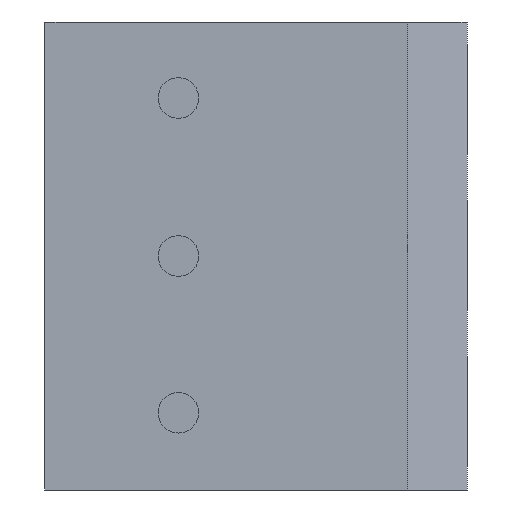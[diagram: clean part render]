
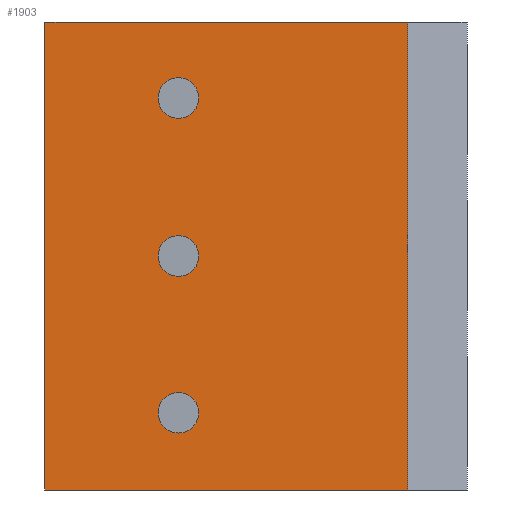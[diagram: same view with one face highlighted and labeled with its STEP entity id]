
A CAD part, front view. The second image highlights one B-rep face of the part: STEP entity #1903.
In plain terms, the highlighted planar face has unit normal (0, -1, 0).
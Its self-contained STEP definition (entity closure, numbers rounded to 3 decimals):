
#68 = DIRECTION ( 'NONE',  ( 0., 0., -1. ) ) ;
#83 = CARTESIAN_POINT ( 'NONE',  ( -7.09, 0., 7.5 ) ) ;
#89 = CIRCLE ( 'NONE', #2405, 0.65 ) ;
#102 = DIRECTION ( 'NONE',  ( 0., 0., 1. ) ) ;
#131 = EDGE_CURVE ( 'NONE', #2172, #2172, #498, .T. ) ;
#165 = VERTEX_POINT ( 'NONE', #2641 ) ;
#312 = AXIS2_PLACEMENT_3D ( 'NONE', #2155, #726, #2415 ) ;
#347 = EDGE_CURVE ( 'NONE', #944, #780, #1079, .T. ) ;
#387 = LINE ( 'NONE', #539, #1041 ) ;
#401 = FACE_BOUND ( 'NONE', #2923, .T. ) ;
#498 = CIRCLE ( 'NONE', #1409, 0.65 ) ;
#539 = CARTESIAN_POINT ( 'NONE',  ( 4.538, 0., 7.5 ) ) ;
#542 = ORIENTED_EDGE ( 'NONE', *, *, #131, .T. ) ;
#575 = EDGE_CURVE ( 'NONE', #165, #165, #89, .T. ) ;
#726 = DIRECTION ( 'NONE',  ( 0., 1., 0. ) ) ;
#737 = CARTESIAN_POINT ( 'NONE',  ( -2.813, 0., -5.025 ) ) ;
#780 = VERTEX_POINT ( 'NONE', #1032 ) ;
#808 = LINE ( 'NONE', #1682, #2645 ) ;
#882 = ORIENTED_EDGE ( 'NONE', *, *, #2169, .F. ) ;
#944 = VERTEX_POINT ( 'NONE', #83 ) ;
#973 = DIRECTION ( 'NONE',  ( 0., 0., 1. ) ) ;
#1032 = CARTESIAN_POINT ( 'NONE',  ( -7.09, 0., -7.5 ) ) ;
#1038 = CARTESIAN_POINT ( 'NONE',  ( -7.09, 0., 7.5 ) ) ;
#1041 = VECTOR ( 'NONE', #1283, 1000. ) ;
#1058 = FACE_OUTER_BOUND ( 'NONE', #2177, .T. ) ;
#1068 = ORIENTED_EDGE ( 'NONE', *, *, #1325, .F. ) ;
#1079 = LINE ( 'NONE', #1038, #2347 ) ;
#1115 = ORIENTED_EDGE ( 'NONE', *, *, #575, .T. ) ;
#1191 = AXIS2_PLACEMENT_3D ( 'NONE', #1440, #3134, #1673 ) ;
#1207 = PLANE ( 'NONE',  #312 ) ;
#1252 = VERTEX_POINT ( 'NONE', #2650 ) ;
#1283 = DIRECTION ( 'NONE',  ( 0., 0., -1. ) ) ;
#1325 = EDGE_CURVE ( 'NONE', #2746, #2320, #387, .T. ) ;
#1409 = AXIS2_PLACEMENT_3D ( 'NONE', #737, #2428, #973 ) ;
#1440 = CARTESIAN_POINT ( 'NONE',  ( -2.813, 0., 5.064 ) ) ;
#1549 = DIRECTION ( 'NONE',  ( 0., 1., 0. ) ) ;
#1560 = CIRCLE ( 'NONE', #1191, 0.65 ) ;
#1673 = DIRECTION ( 'NONE',  ( 0., 0., 1. ) ) ;
#1682 = CARTESIAN_POINT ( 'NONE',  ( 4.538, 0., -7.5 ) ) ;
#1694 = DIRECTION ( 'NONE',  ( 1., 0., 0. ) ) ;
#1733 = LINE ( 'NONE', #2623, #2363 ) ;
#1853 = CARTESIAN_POINT ( 'NONE',  ( 4.538, 0., 7.5 ) ) ;
#1903 = ADVANCED_FACE ( 'NONE', ( #2887, #401, #3135, #1058 ), #1207, .F. ) ;
#2155 = CARTESIAN_POINT ( 'NONE',  ( 4.538, 0., 7.5 ) ) ;
#2169 = EDGE_CURVE ( 'NONE', #944, #2746, #1733, .T. ) ;
#2172 = VERTEX_POINT ( 'NONE', #3129 ) ;
#2177 = EDGE_LOOP ( 'NONE', ( #2836, #1068, #882, #2398 ) ) ;
#2300 = ORIENTED_EDGE ( 'NONE', *, *, #2399, .T. ) ;
#2313 = EDGE_LOOP ( 'NONE', ( #542 ) ) ;
#2320 = VERTEX_POINT ( 'NONE', #2830 ) ;
#2347 = VECTOR ( 'NONE', #68, 1000. ) ;
#2349 = EDGE_LOOP ( 'NONE', ( #2300 ) ) ;
#2363 = VECTOR ( 'NONE', #2637, 1000. ) ;
#2398 = ORIENTED_EDGE ( 'NONE', *, *, #347, .T. ) ;
#2399 = EDGE_CURVE ( 'NONE', #1252, #1252, #1560, .T. ) ;
#2405 = AXIS2_PLACEMENT_3D ( 'NONE', #3006, #1549, #102 ) ;
#2415 = DIRECTION ( 'NONE',  ( 0., 0., 1. ) ) ;
#2428 = DIRECTION ( 'NONE',  ( 0., 1., 0. ) ) ;
#2623 = CARTESIAN_POINT ( 'NONE',  ( 4.538, 0., 7.5 ) ) ;
#2637 = DIRECTION ( 'NONE',  ( 1., 0., 0. ) ) ;
#2641 = CARTESIAN_POINT ( 'NONE',  ( -2.813, 0., 0.65 ) ) ;
#2645 = VECTOR ( 'NONE', #1694, 1000. ) ;
#2650 = CARTESIAN_POINT ( 'NONE',  ( -2.813, 0., 5.714 ) ) ;
#2746 = VERTEX_POINT ( 'NONE', #1853 ) ;
#2830 = CARTESIAN_POINT ( 'NONE',  ( 4.538, 0., -7.5 ) ) ;
#2836 = ORIENTED_EDGE ( 'NONE', *, *, #2997, .T. ) ;
#2887 = FACE_BOUND ( 'NONE', #2349, .T. ) ;
#2923 = EDGE_LOOP ( 'NONE', ( #1115 ) ) ;
#2997 = EDGE_CURVE ( 'NONE', #780, #2320, #808, .T. ) ;
#3006 = CARTESIAN_POINT ( 'NONE',  ( -2.813, 0., 0. ) ) ;
#3129 = CARTESIAN_POINT ( 'NONE',  ( -2.813, 0., -4.375 ) ) ;
#3134 = DIRECTION ( 'NONE',  ( 0., 1., 0. ) ) ;
#3135 = FACE_BOUND ( 'NONE', #2313, .T. ) ;
